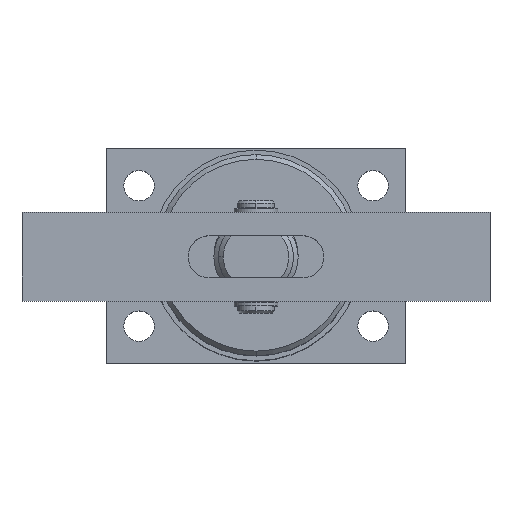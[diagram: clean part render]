
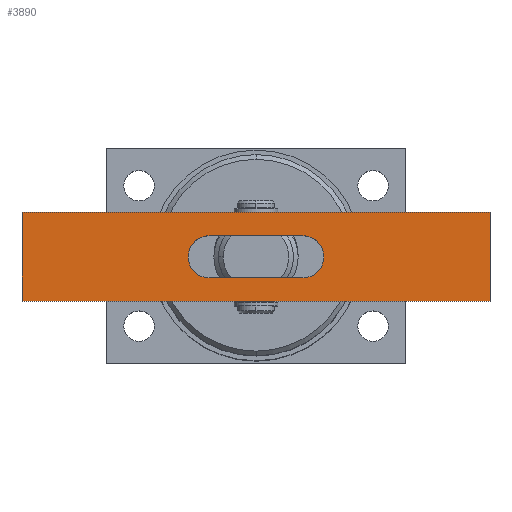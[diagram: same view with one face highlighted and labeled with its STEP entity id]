
A CAD part, top view. The second image highlights one B-rep face of the part: STEP entity #3890.
In plain terms, the highlighted face is planar.
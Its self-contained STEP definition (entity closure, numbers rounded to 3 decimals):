
#36 = DIRECTION ( 'NONE',  ( 1., 0., 0. ) ) ;
#37 = CARTESIAN_POINT ( 'NONE',  ( 0., -9.5, 9.5 ) ) ;
#51 = DIRECTION ( 'NONE',  ( 0., 0., 1. ) ) ;
#59 = CARTESIAN_POINT ( 'NONE',  ( -50., -9.5, 9.5 ) ) ;
#61 = DIRECTION ( 'NONE',  ( 0., 0., -1. ) ) ;
#67 = CARTESIAN_POINT ( 'NONE',  ( 50., -9.5, 9.5 ) ) ;
#86 = DIRECTION ( 'NONE',  ( 0., 0., 1. ) ) ;
#87 = DIRECTION ( 'NONE',  ( 0., -1., 0. ) ) ;
#88 = CARTESIAN_POINT ( 'NONE',  ( -10., -9.5, 0. ) ) ;
#91 = DIRECTION ( 'NONE',  ( -1., 0., 0. ) ) ;
#98 = CARTESIAN_POINT ( 'NONE',  ( -50., -9.5, 4.5 ) ) ;
#102 = DIRECTION ( 'NONE',  ( -1., 0., 0. ) ) ;
#104 = CARTESIAN_POINT ( 'NONE',  ( -50., -9.5, -9.5 ) ) ;
#154 = CARTESIAN_POINT ( 'NONE',  ( 10., -9.5, -4.5 ) ) ;
#301 = DIRECTION ( 'NONE',  ( 0., 0., 1. ) ) ;
#314 = DIRECTION ( 'NONE',  ( 0., 1., 0. ) ) ;
#340 = PLANE ( 'NONE',  #4908 ) ;
#362 = CARTESIAN_POINT ( 'NONE',  ( -50., -9.5, 9.5 ) ) ;
#865 = CARTESIAN_POINT ( 'NONE',  ( -50., -9.5, -4.5 ) ) ;
#882 = DIRECTION ( 'NONE',  ( 1., 0., 0. ) ) ;
#1468 = VERTEX_POINT ( 'NONE', #3066 ) ;
#1519 = VERTEX_POINT ( 'NONE', #3045 ) ;
#1577 = VERTEX_POINT ( 'NONE', #3027 ) ;
#1582 = VERTEX_POINT ( 'NONE', #3023 ) ;
#1652 = VERTEX_POINT ( 'NONE', #3007 ) ;
#1683 = VERTEX_POINT ( 'NONE', #2999 ) ;
#1746 = VERTEX_POINT ( 'NONE', #2978 ) ;
#2274 = AXIS2_PLACEMENT_3D ( 'NONE', #5017, #5016, #5015 ) ;
#2978 = CARTESIAN_POINT ( 'NONE',  ( -10., -9.5, 4.5 ) ) ;
#2999 = CARTESIAN_POINT ( 'NONE',  ( -50., -9.5, -9.5 ) ) ;
#3007 = CARTESIAN_POINT ( 'NONE',  ( -10., -9.5, -4.5 ) ) ;
#3023 = CARTESIAN_POINT ( 'NONE',  ( 10., -9.5, 4.5 ) ) ;
#3027 = CARTESIAN_POINT ( 'NONE',  ( 50., -9.5, 9.5 ) ) ;
#3045 = CARTESIAN_POINT ( 'NONE',  ( -50., -9.5, 9.5 ) ) ;
#3066 = CARTESIAN_POINT ( 'NONE',  ( 50., -9.5, -9.5 ) ) ;
#3112 = LINE ( 'NONE', #865, #3580 ) ;
#3151 = LINE ( 'NONE', #98, #3265 ) ;
#3189 = VECTOR ( 'NONE', #51, 1000. ) ;
#3204 = LINE ( 'NONE', #104, #3267 ) ;
#3205 = FACE_BOUND ( 'NONE', #4110, .T. ) ;
#3211 = FACE_OUTER_BOUND ( 'NONE', #4105, .T. ) ;
#3258 = CIRCLE ( 'NONE', #4825, 4.5 ) ;
#3265 = VECTOR ( 'NONE', #91, 1000. ) ;
#3267 = VECTOR ( 'NONE', #102, 1000. ) ;
#3455 = VECTOR ( 'NONE', #61, 1000. ) ;
#3496 = LINE ( 'NONE', #67, #3455 ) ;
#3532 = LINE ( 'NONE', #59, #3189 ) ;
#3578 = LINE ( 'NONE', #37, #3590 ) ;
#3580 = VECTOR ( 'NONE', #882, 1000. ) ;
#3590 = VECTOR ( 'NONE', #36, 1000. ) ;
#3594 = CIRCLE ( 'NONE', #2274, 4.5 ) ;
#3890 = ADVANCED_FACE ( 'NONE', ( #3211, #3205 ), #340, .F. ) ;
#3949 = VERTEX_POINT ( 'NONE', #154 ) ;
#4105 = EDGE_LOOP ( 'NONE', ( #6066, #6044, #6054, #4481 ) ) ;
#4110 = EDGE_LOOP ( 'NONE', ( #5996, #4487, #4519, #4532 ) ) ;
#4481 = ORIENTED_EDGE ( 'NONE', *, *, #5554, .F. ) ;
#4487 = ORIENTED_EDGE ( 'NONE', *, *, #5560, .F. ) ;
#4519 = ORIENTED_EDGE ( 'NONE', *, *, #5759, .F. ) ;
#4532 = ORIENTED_EDGE ( 'NONE', *, *, #5628, .F. ) ;
#4825 = AXIS2_PLACEMENT_3D ( 'NONE', #88, #87, #86 ) ;
#4908 = AXIS2_PLACEMENT_3D ( 'NONE', #362, #314, #301 ) ;
#5015 = DIRECTION ( 'NONE',  ( 0., 0., 1. ) ) ;
#5016 = DIRECTION ( 'NONE',  ( 0., -1., 0. ) ) ;
#5017 = CARTESIAN_POINT ( 'NONE',  ( 10., -9.5, 0. ) ) ;
#5554 = EDGE_CURVE ( 'NONE', #1468, #1683, #3204, .T. ) ;
#5560 = EDGE_CURVE ( 'NONE', #1582, #1746, #3151, .T. ) ;
#5561 = EDGE_CURVE ( 'NONE', #1746, #1652, #3258, .T. ) ;
#5571 = EDGE_CURVE ( 'NONE', #1577, #1468, #3496, .T. ) ;
#5576 = EDGE_CURVE ( 'NONE', #1683, #1519, #3532, .T. ) ;
#5582 = EDGE_CURVE ( 'NONE', #1519, #1577, #3578, .T. ) ;
#5628 = EDGE_CURVE ( 'NONE', #1652, #3949, #3112, .T. ) ;
#5759 = EDGE_CURVE ( 'NONE', #3949, #1582, #3594, .T. ) ;
#5996 = ORIENTED_EDGE ( 'NONE', *, *, #5561, .F. ) ;
#6044 = ORIENTED_EDGE ( 'NONE', *, *, #5582, .F. ) ;
#6054 = ORIENTED_EDGE ( 'NONE', *, *, #5576, .F. ) ;
#6066 = ORIENTED_EDGE ( 'NONE', *, *, #5571, .F. ) ;
